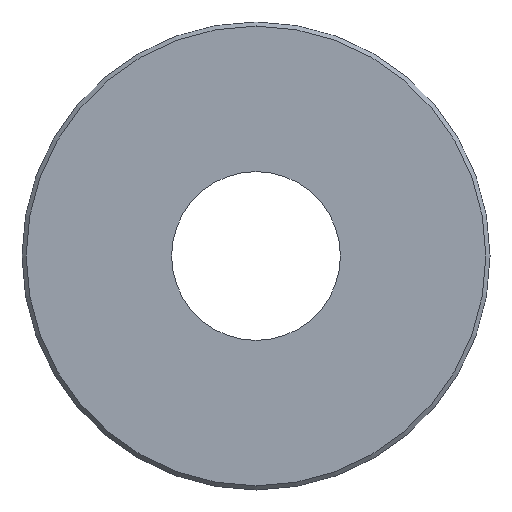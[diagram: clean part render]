
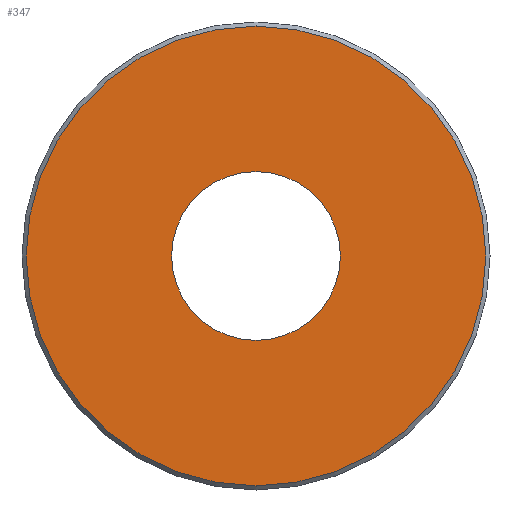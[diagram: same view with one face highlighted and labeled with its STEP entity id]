
A CAD part, front view. The second image highlights one B-rep face of the part: STEP entity #347.
In plain terms, the highlighted planar face has unit normal (0, -1, 0).
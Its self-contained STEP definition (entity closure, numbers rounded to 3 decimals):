
#23 = CARTESIAN_POINT ( 'NONE',  ( 0., 0., 0. ) ) ;
#26 = CARTESIAN_POINT ( 'NONE',  ( 0., 0., -5.05 ) ) ;
#27 = ORIENTED_EDGE ( 'NONE', *, *, #168, .T. ) ;
#29 = DIRECTION ( 'NONE',  ( 0., -1., 0. ) ) ;
#48 = CARTESIAN_POINT ( 'NONE',  ( 0., 0., 0. ) ) ;
#61 = DIRECTION ( 'NONE',  ( 0., 1., 0. ) ) ;
#75 = ORIENTED_EDGE ( 'NONE', *, *, #214, .T. ) ;
#82 = EDGE_CURVE ( 'NONE', #186, #211, #371, .T. ) ;
#87 = FACE_BOUND ( 'NONE', #234, .T. ) ;
#89 = AXIS2_PLACEMENT_3D ( 'NONE', #23, #173, #352 ) ;
#93 = ORIENTED_EDGE ( 'NONE', *, *, #82, .T. ) ;
#95 = AXIS2_PLACEMENT_3D ( 'NONE', #314, #125, #244 ) ;
#119 = DIRECTION ( 'NONE',  ( 0., 0., 1. ) ) ;
#125 = DIRECTION ( 'NONE',  ( 0., -1., 0. ) ) ;
#150 = CARTESIAN_POINT ( 'NONE',  ( 0., 0., 0. ) ) ;
#165 = AXIS2_PLACEMENT_3D ( 'NONE', #267, #29, #210 ) ;
#168 = EDGE_CURVE ( 'NONE', #391, #359, #258, .T. ) ;
#169 = DIRECTION ( 'NONE',  ( 0., 0., 1. ) ) ;
#173 = DIRECTION ( 'NONE',  ( 0., 1., 0. ) ) ;
#179 = AXIS2_PLACEMENT_3D ( 'NONE', #150, #61, #119 ) ;
#186 = VERTEX_POINT ( 'NONE', #355 ) ;
#194 = DIRECTION ( 'NONE',  ( 0., 1., 0. ) ) ;
#210 = DIRECTION ( 'NONE',  ( 0., 0., 1. ) ) ;
#211 = VERTEX_POINT ( 'NONE', #228 ) ;
#214 = EDGE_CURVE ( 'NONE', #359, #391, #264, .T. ) ;
#218 = EDGE_LOOP ( 'NONE', ( #247, #93 ) ) ;
#228 = CARTESIAN_POINT ( 'NONE',  ( 0., 0., 13.75 ) ) ;
#234 = EDGE_LOOP ( 'NONE', ( #75, #27 ) ) ;
#244 = DIRECTION ( 'NONE',  ( 0., 0., 1. ) ) ;
#247 = ORIENTED_EDGE ( 'NONE', *, *, #321, .T. ) ;
#258 = CIRCLE ( 'NONE', #89, 5.05 ) ;
#264 = CIRCLE ( 'NONE', #292, 5.05 ) ;
#267 = CARTESIAN_POINT ( 'NONE',  ( 0., 0., 0. ) ) ;
#287 = CIRCLE ( 'NONE', #165, 13.75 ) ;
#292 = AXIS2_PLACEMENT_3D ( 'NONE', #48, #194, #169 ) ;
#314 = CARTESIAN_POINT ( 'NONE',  ( 0., 0., 0. ) ) ;
#321 = EDGE_CURVE ( 'NONE', #211, #186, #287, .T. ) ;
#331 = PLANE ( 'NONE',  #179 ) ;
#336 = FACE_OUTER_BOUND ( 'NONE', #218, .T. ) ;
#345 = CARTESIAN_POINT ( 'NONE',  ( 0., 0., 5.05 ) ) ;
#347 = ADVANCED_FACE ( 'NONE', ( #336, #87 ), #331, .F. ) ;
#352 = DIRECTION ( 'NONE',  ( 0., 0., 1. ) ) ;
#355 = CARTESIAN_POINT ( 'NONE',  ( 0., 0., -13.75 ) ) ;
#359 = VERTEX_POINT ( 'NONE', #26 ) ;
#371 = CIRCLE ( 'NONE', #95, 13.75 ) ;
#391 = VERTEX_POINT ( 'NONE', #345 ) ;
